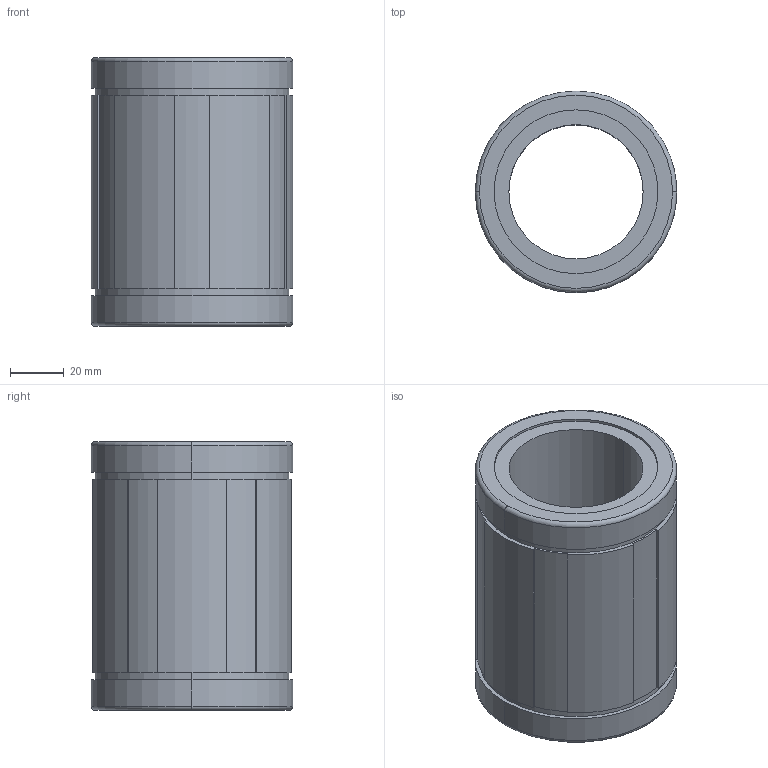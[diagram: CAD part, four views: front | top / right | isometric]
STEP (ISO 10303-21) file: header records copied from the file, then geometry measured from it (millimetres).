
FILE_DESCRIPTION (( 'STEP AP214' ), '1' );
FILE_NAME ('SBE50UU-Rollco.step', '2024-02-16T08:21:03', ( '' ), ( '' ), 'SwSTEP 2.0', 'SolidWorks 2010', '' );
FILE_SCHEMA (( 'AUTOMOTIVE_DESIGN' ));
Length unit declared in the file: millimetre
Products named in the file (1): SBE50UU-Rollco
Bounding box: 75 x 75 x 100 mm (x, y, z)
Volume: 237199.5 mm3; surface area: 45722 mm2
Topology: 1 solids, 1 shells, 51 faces, 125 edges, 82 vertices
Faces by surface type: cylinder 27, plane 20, torus 4
Entity records: 1765 total; most frequent: DIRECTION 291, CARTESIAN_POINT 259, ORIENTED_EDGE 250, EDGE_CURVE 125, AXIS2_PLACEMENT_3D 114, VERTEX_POINT 82, VECTOR 63, LINE 63
